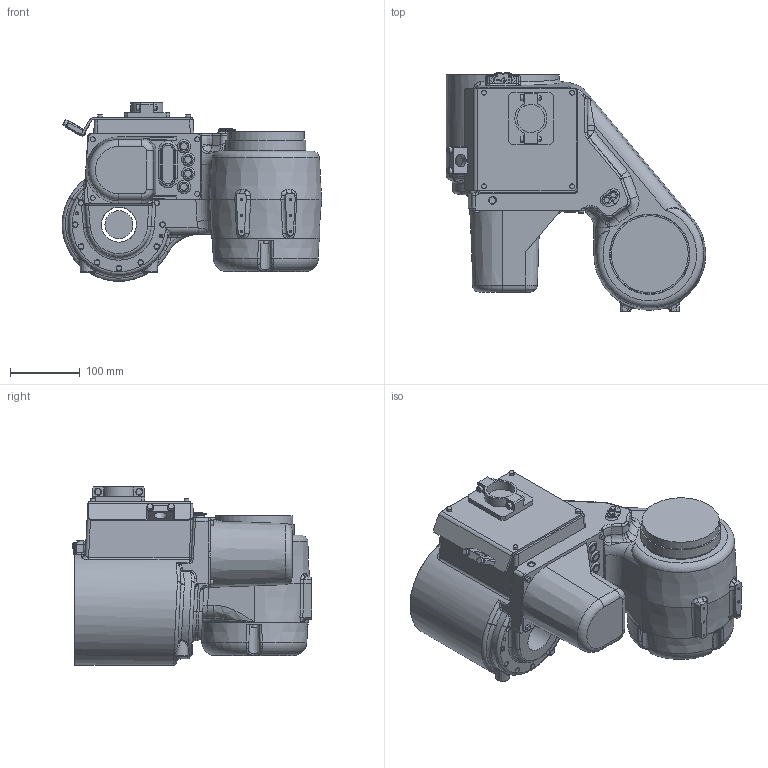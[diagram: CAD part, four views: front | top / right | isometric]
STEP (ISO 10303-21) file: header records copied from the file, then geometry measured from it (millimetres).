
FILE_DESCRIPTION(/* description */ (''),/* implementation_level */ '2;1');
FILE_NAME(/* name */ 'BA006L-AC01_J3.step',/* time_stamp */ '2024-01-06T13:26:29+03:00',/* author */ (''),/* organization */ (''),/* preprocessor_version */ 'ST-DEVELOPER v20',/* originating_system */ 'Autodesk Translation Framework v12.14.0.127',/* authorisation */ '');
FILE_SCHEMA (('AUTOMOTIVE_DESIGN { 1 0 10303 214 3 1 1 }'));
Products named in the file (1): BA006L-AC01_J3
Bounding box: 370.99 x 342.2 x 255 mm (x, y, z)
Volume: 12068337.9 mm3; surface area: 454446.8 mm2
Topology: 2 solids, 2 shells, 668 faces, 1555 edges, 951 vertices
Faces by surface type: plane 283, cylinder 173, bspline 157, torus 30, cone 24, sphere 1
Full cylindrical faces by diameter (mm): 3.242 x8, 4.5 x2, 4.878 x2, 5 x2, 7 x21, 7.6 x4, 8 x9, 8.5 x4, 10 x10, 11 x2, 18 x1, 40 x2, 50 x1, 110 x1, 114 x1, 115 x1
Entity records: 41200 total; most frequent: CARTESIAN_POINT 26680, ORIENTED_EDGE 3064, DIRECTION 2819, EDGE_CURVE 1532, AXIS2_PLACEMENT_3D 1079, VERTEX_POINT 951, EDGE_LOOP 755, FACE_OUTER_BOUND 668
